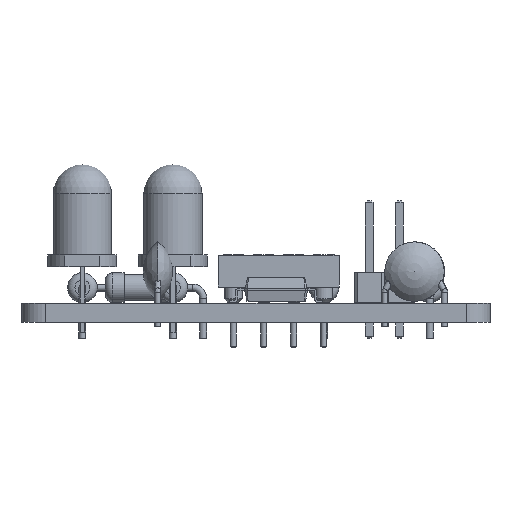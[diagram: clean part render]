
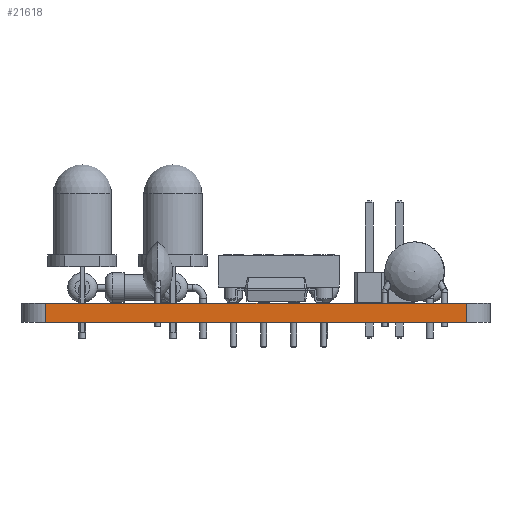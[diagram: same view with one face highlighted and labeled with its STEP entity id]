
A CAD part, left-side view. The second image highlights one B-rep face of the part: STEP entity #21618.
In plain terms, the highlighted planar face has unit normal (-1, 0, 0).
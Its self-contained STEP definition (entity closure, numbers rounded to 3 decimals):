
#20426 = VERTEX_POINT('',#20427);
#20427 = CARTESIAN_POINT('',(92.71,-114.84,0.));
#20434 = EDGE_CURVE('',#20426,#20435,#20437,.T.);
#20435 = VERTEX_POINT('',#20436);
#20436 = CARTESIAN_POINT('',(92.71,-79.47,0.));
#20437 = LINE('',#20438,#20439);
#20438 = CARTESIAN_POINT('',(92.71,-114.84,0.));
#20439 = VECTOR('',#20440,1.);
#20440 = DIRECTION('',(0.,1.,0.));
#21017 = VERTEX_POINT('',#21018);
#21018 = CARTESIAN_POINT('',(92.71,-114.84,1.6));
#21025 = EDGE_CURVE('',#21017,#21026,#21028,.T.);
#21026 = VERTEX_POINT('',#21027);
#21027 = CARTESIAN_POINT('',(92.71,-79.47,1.6));
#21028 = LINE('',#21029,#21030);
#21029 = CARTESIAN_POINT('',(92.71,-114.84,1.6));
#21030 = VECTOR('',#21031,1.);
#21031 = DIRECTION('',(0.,1.,0.));
#21588 = EDGE_CURVE('',#20435,#21026,#21589,.T.);
#21589 = LINE('',#21590,#21591);
#21590 = CARTESIAN_POINT('',(92.71,-79.47,0.));
#21591 = VECTOR('',#21592,1.);
#21592 = DIRECTION('',(0.,0.,1.));
#21618 = ADVANCED_FACE('',(#21619),#21630,.T.);
#21619 = FACE_BOUND('',#21620,.T.);
#21620 = EDGE_LOOP('',(#21621,#21627,#21628,#21629));
#21621 = ORIENTED_EDGE('',*,*,#21622,.T.);
#21622 = EDGE_CURVE('',#20426,#21017,#21623,.T.);
#21623 = LINE('',#21624,#21625);
#21624 = CARTESIAN_POINT('',(92.71,-114.84,0.));
#21625 = VECTOR('',#21626,1.);
#21626 = DIRECTION('',(0.,0.,1.));
#21627 = ORIENTED_EDGE('',*,*,#21025,.T.);
#21628 = ORIENTED_EDGE('',*,*,#21588,.F.);
#21629 = ORIENTED_EDGE('',*,*,#20434,.F.);
#21630 = PLANE('',#21631);
#21631 = AXIS2_PLACEMENT_3D('',#21632,#21633,#21634);
#21632 = CARTESIAN_POINT('',(92.71,-114.84,0.));
#21633 = DIRECTION('',(-1.,0.,0.));
#21634 = DIRECTION('',(0.,1.,0.));
